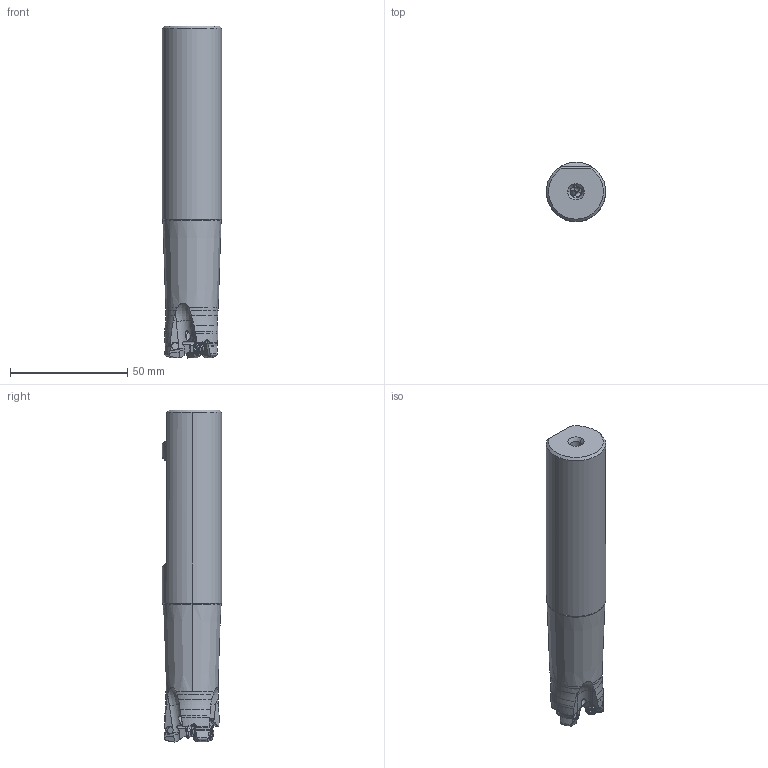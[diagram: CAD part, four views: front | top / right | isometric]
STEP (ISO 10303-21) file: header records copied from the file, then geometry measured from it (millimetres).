
FILE_DESCRIPTION(/* description */ (''),/* implementation_level */ '2;1');
FILE_NAME(/* name */ 'WJX09UR1603FA16S.stp',/* time_stamp */ '2025-07-03T15:45:22+09:00',/* author */ (''),/* organization */ (''),/* preprocessor_version */ 'ST-DEVELOPER v18.101',/* originating_system */ 'SIEMENS PLM Software NX 2011',/* authorisation */ '');
FILE_SCHEMA (('AUTOMOTIVE_DESIGN { 1 0 10303 214 3 1 1 1 }'));
Length unit declared in the file: millimetre
Products named in the file (1): WJX09UR1603FA16S_ASM
Bounding box: 25.4 x 25.4 x 141.88 mm (x, y, z)
Volume: 60530.2 mm3; surface area: 14428.9 mm2
Topology: 4 solids, 4 shells, 386 faces, 1212 edges, 826 vertices
Faces by surface type: cylinder 154, plane 101, torus 44, cone 42, sphere 27, bspline 18
Entity records: 16207 total; most frequent: CARTESIAN_POINT 5902, ORIENTED_EDGE 2396, DIRECTION 1884, EDGE_CURVE 1198, VERTEX_POINT 820, AXIS2_PLACEMENT_3D 796, B_SPLINE_CURVE_WITH_KNOTS 498, CIRCLE 408
